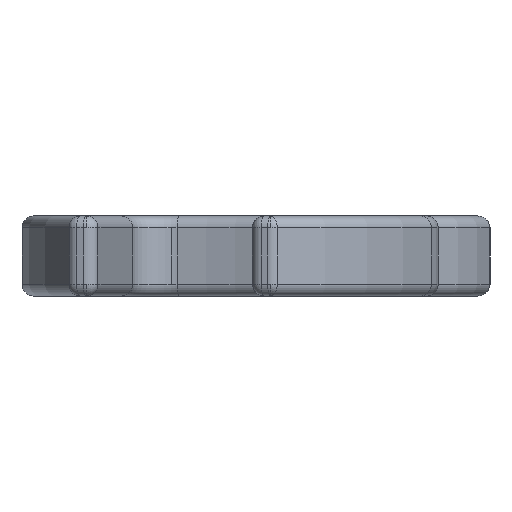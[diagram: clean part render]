
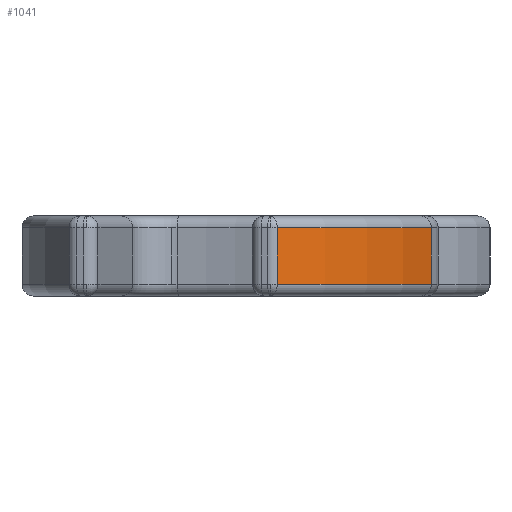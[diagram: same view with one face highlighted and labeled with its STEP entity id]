
A CAD part, front view. The second image highlights one B-rep face of the part: STEP entity #1041.
In plain terms, the highlighted cylindrical face has radius 20 mm (diameter 40 mm), a partial arc.
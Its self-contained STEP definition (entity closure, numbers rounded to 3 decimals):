
#25 = DIRECTION ( 'NONE',  ( 0., -1., 0. ) ) ;
#121 = EDGE_CURVE ( 'Defeature ausgef�hrt1_12+Defeature ausgef�hrt1_33+Defeature ausgef�hrt1_42+Defeature ausgef�hrt1_41', #330, #2853, #2304, .T. ) ;
#253 = AXIS2_PLACEMENT_3D ( 'NONE', #1767, #1404, #25 ) ;
#330 = VERTEX_POINT ( 'NONE', #1574 ) ;
#508 = CARTESIAN_POINT ( 'NONE',  ( 8.547, -60.18, -2. ) ) ;
#516 = EDGE_CURVE ( 'Defeature ausgef�hrt1_12+Defeature ausgef�hrt1_11+Defeature ausgef�hrt1_41+Defeature ausgef�hrt1_42', #1907, #2858, #914, .T. ) ;
#522 = ORIENTED_EDGE ( 'NONE', *, *, #647, .T. ) ;
#555 = CARTESIAN_POINT ( 'NONE',  ( -9.686, -51.96, -2. ) ) ;
#633 = DIRECTION ( 'NONE',  ( 0., -1., 0. ) ) ;
#647 = EDGE_CURVE ( 'Defeature ausgef�hrt1_12+Defeature ausgef�hrt1_41+Defeature ausgef�hrt1_33+Defeature ausgef�hrt1_11', #2853, #1907, #1134, .T. ) ;
#914 = LINE ( 'NONE', #508, #3021 ) ;
#965 = ORIENTED_EDGE ( 'NONE', *, *, #121, .T. ) ;
#1041 = ADVANCED_FACE ( 'Defeature ausgef�hrt1_12', ( #2121 ), #3502, .T. ) ;
#1134 = CIRCLE ( 'NONE', #253, 20. ) ;
#1404 = DIRECTION ( 'NONE',  ( 0., 0., 1. ) ) ;
#1439 = VECTOR ( 'NONE', #1443, 1000. ) ;
#1443 = DIRECTION ( 'NONE',  ( 0., 0., -1. ) ) ;
#1559 = EDGE_LOOP ( 'NONE', ( #2162, #2616, #965, #522 ) ) ;
#1574 = CARTESIAN_POINT ( 'NONE',  ( 0.843, -68.964, 1.4 ) ) ;
#1608 = AXIS2_PLACEMENT_3D ( 'NONE', #555, #3263, #1639 ) ;
#1639 = DIRECTION ( 'NONE',  ( 0., 1., 0. ) ) ;
#1722 = CARTESIAN_POINT ( 'NONE',  ( -9.686, -51.96, 1.4 ) ) ;
#1725 = CARTESIAN_POINT ( 'NONE',  ( 8.547, -60.18, 1.4 ) ) ;
#1766 = EDGE_CURVE ( 'Defeature ausgef�hrt1_12+Defeature ausgef�hrt1_42+Defeature ausgef�hrt1_11+Defeature ausgef�hrt1_33', #2858, #330, #2671, .T. ) ;
#1767 = CARTESIAN_POINT ( 'NONE',  ( -9.686, -51.96, -1.4 ) ) ;
#1907 = VERTEX_POINT ( 'NONE', #2844 ) ;
#2005 = CARTESIAN_POINT ( 'NONE',  ( 0.843, -68.964, -1.4 ) ) ;
#2032 = AXIS2_PLACEMENT_3D ( 'NONE', #1722, #2512, #633 ) ;
#2121 = FACE_OUTER_BOUND ( 'NONE', #1559, .T. ) ;
#2161 = DIRECTION ( 'NONE',  ( 0., 0., 1. ) ) ;
#2162 = ORIENTED_EDGE ( 'NONE', *, *, #516, .T. ) ;
#2304 = LINE ( 'NONE', #3041, #1439 ) ;
#2512 = DIRECTION ( 'NONE',  ( 0., 0., -1. ) ) ;
#2616 = ORIENTED_EDGE ( 'NONE', *, *, #1766, .T. ) ;
#2671 = CIRCLE ( 'NONE', #2032, 20. ) ;
#2844 = CARTESIAN_POINT ( 'NONE',  ( 8.547, -60.18, -1.4 ) ) ;
#2853 = VERTEX_POINT ( 'NONE', #2005 ) ;
#2858 = VERTEX_POINT ( 'NONE', #1725 ) ;
#3021 = VECTOR ( 'NONE', #2161, 1000. ) ;
#3041 = CARTESIAN_POINT ( 'NONE',  ( 0.843, -68.964, -2. ) ) ;
#3263 = DIRECTION ( 'NONE',  ( 0., 0., 1. ) ) ;
#3502 = CYLINDRICAL_SURFACE ( 'NONE', #1608, 20. ) ;
